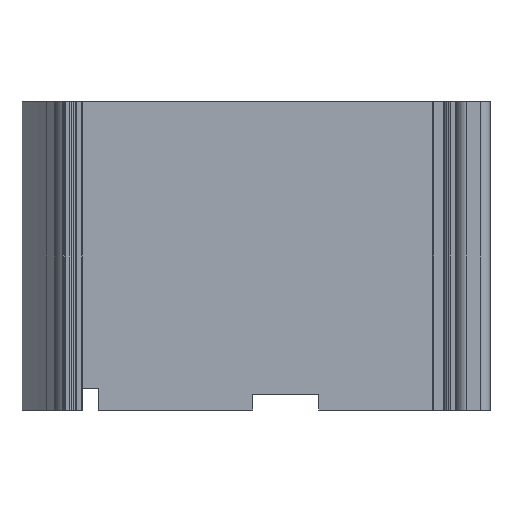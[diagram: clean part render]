
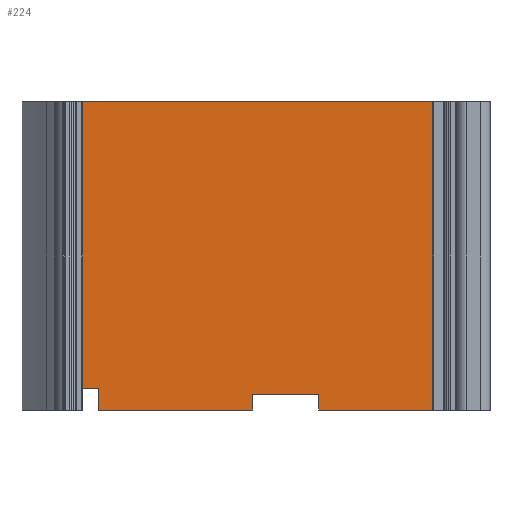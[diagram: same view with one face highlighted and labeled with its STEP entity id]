
A CAD part, left-side view. The second image highlights one B-rep face of the part: STEP entity #224.
In plain terms, the highlighted planar face has unit normal (-1, 0, 0).
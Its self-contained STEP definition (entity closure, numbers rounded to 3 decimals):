
#224=ADVANCED_FACE('',(#677),#678,.F.);
#677=FACE_OUTER_BOUND('',#1394,.T.);
#678=PLANE('',#1395);
#1394=EDGE_LOOP('',(#2943,#2944,#2945,#2946,#2947,#2948,#2949,#2950,#2951,#2952,#2953,#2954));
#1395=AXIS2_PLACEMENT_3D('',#2955,#2956,#2957);
#2943=ORIENTED_EDGE('',*,*,#5694,.F.);
#2944=ORIENTED_EDGE('',*,*,#5695,.T.);
#2945=ORIENTED_EDGE('',*,*,#5693,.F.);
#2946=ORIENTED_EDGE('',*,*,#5389,.F.);
#2947=ORIENTED_EDGE('',*,*,#5696,.T.);
#2948=ORIENTED_EDGE('',*,*,#5456,.T.);
#2949=ORIENTED_EDGE('',*,*,#5136,.F.);
#2950=ORIENTED_EDGE('',*,*,#5138,.T.);
#2951=ORIENTED_EDGE('',*,*,#5132,.F.);
#2952=ORIENTED_EDGE('',*,*,#5697,.T.);
#2953=ORIENTED_EDGE('',*,*,#5110,.F.);
#2954=ORIENTED_EDGE('',*,*,#5086,.T.);
#2955=CARTESIAN_POINT('',(136.825,199.235,140.0));
#2956=DIRECTION('',(1.0,0.,0.0));
#2957=DIRECTION('',(0.,1.0,0.0));
#5086=EDGE_CURVE('',#6156,#6160,#6162,.T.);
#5110=EDGE_CURVE('',#6156,#6209,#6210,.T.);
#5132=EDGE_CURVE('',#6246,#6248,#6249,.T.);
#5136=EDGE_CURVE('',#6254,#6256,#6257,.T.);
#5138=EDGE_CURVE('',#6254,#6248,#6259,.T.);
#5389=EDGE_CURVE('',#6757,#6759,#6760,.T.);
#5456=EDGE_CURVE('',#6892,#6256,#6893,.T.);
#5693=EDGE_CURVE('',#6759,#7299,#7301,.T.);
#5694=EDGE_CURVE('',#7302,#6160,#7303,.T.);
#5695=EDGE_CURVE('',#7302,#7299,#7304,.T.);
#5696=EDGE_CURVE('',#6757,#6892,#7305,.T.);
#5697=EDGE_CURVE('',#6246,#6209,#7306,.T.);
#6156=VERTEX_POINT('',#7861);
#6160=VERTEX_POINT('',#7867);
#6162=LINE('',#7870,#7871);
#6209=VERTEX_POINT('',#7929);
#6210=LINE('',#7930,#7931);
#6246=VERTEX_POINT('',#7981);
#6248=VERTEX_POINT('',#7984);
#6249=LINE('',#7985,#7986);
#6254=VERTEX_POINT('',#7993);
#6256=VERTEX_POINT('',#7996);
#6257=LINE('',#7997,#7998);
#6259=LINE('',#8001,#8002);
#6757=VERTEX_POINT('',#8591);
#6759=VERTEX_POINT('',#8593);
#6760=LINE('',#8594,#8595);
#6892=VERTEX_POINT('',#8755);
#6893=LINE('',#8756,#8757);
#7299=VERTEX_POINT('',#9287);
#7301=LINE('',#9289,#9290);
#7302=VERTEX_POINT('',#9291);
#7303=LINE('',#9292,#9293);
#7304=LINE('',#9294,#9295);
#7305=LINE('',#9296,#9297);
#7306=LINE('',#9298,#9299);
#7861=CARTESIAN_POINT('',(136.825,106.362,7.0));
#7867=CARTESIAN_POINT('',(136.825,76.362,7.0));
#7870=CARTESIAN_POINT('',(136.825,199.235,7.0));
#7871=VECTOR('',#10181,1.0);
#7929=CARTESIAN_POINT('',(136.825,106.362,0.0));
#7930=CARTESIAN_POINT('',(136.825,106.362,140.0));
#7931=VECTOR('',#10229,1.0);
#7981=CARTESIAN_POINT('',(136.825,176.362,0.0));
#7984=CARTESIAN_POINT('',(136.825,176.362,10.0));
#7985=CARTESIAN_POINT('',(136.825,176.362,140.0));
#7986=VECTOR('',#10263,1.0);
#7993=CARTESIAN_POINT('',(136.825,186.362,10.0));
#7996=CARTESIAN_POINT('',(136.825,186.362,0.0));
#7997=CARTESIAN_POINT('',(136.825,186.362,140.0));
#7998=VECTOR('',#10267,1.0);
#8001=CARTESIAN_POINT('',(136.825,199.235,10.0));
#8002=VECTOR('',#10269,1.0);
#8591=CARTESIAN_POINT('',(136.825,199.235,140.0));
#8593=CARTESIAN_POINT('',(136.825,20.27,140.0));
#8594=CARTESIAN_POINT('',(136.825,199.235,140.0));
#8595=VECTOR('',#10838,1.0);
#8755=CARTESIAN_POINT('',(136.825,199.235,0.0));
#8756=CARTESIAN_POINT('',(136.825,199.235,0.0));
#8757=VECTOR('',#10981,1.0);
#9287=CARTESIAN_POINT('',(136.825,20.27,0.0));
#9289=CARTESIAN_POINT('',(136.825,20.27,140.0));
#9290=VECTOR('',#11442,1.0);
#9291=CARTESIAN_POINT('',(136.825,76.362,0.0));
#9292=CARTESIAN_POINT('',(136.825,76.362,140.0));
#9293=VECTOR('',#11443,1.0);
#9294=CARTESIAN_POINT('',(136.825,199.235,0.0));
#9295=VECTOR('',#11444,1.0);
#9296=CARTESIAN_POINT('',(136.825,199.235,140.0));
#9297=VECTOR('',#11445,1.0);
#9298=CARTESIAN_POINT('',(136.825,199.235,0.0));
#9299=VECTOR('',#11446,1.0);
#10181=DIRECTION('',(0.,-1.0,0.0));
#10229=DIRECTION('',(0.0,0.0,-1.0));
#10263=DIRECTION('',(0.0,0.0,1.0));
#10267=DIRECTION('',(0.0,0.0,-1.0));
#10269=DIRECTION('',(0.,-1.0,0.0));
#10838=DIRECTION('',(0.,-1.0,0.0));
#10981=DIRECTION('',(0.,-1.0,0.0));
#11442=DIRECTION('',(0.0,0.0,-1.0));
#11443=DIRECTION('',(0.0,0.0,1.0));
#11444=DIRECTION('',(0.,-1.0,0.0));
#11445=DIRECTION('',(0.0,0.0,-1.0));
#11446=DIRECTION('',(0.,-1.0,0.0));
